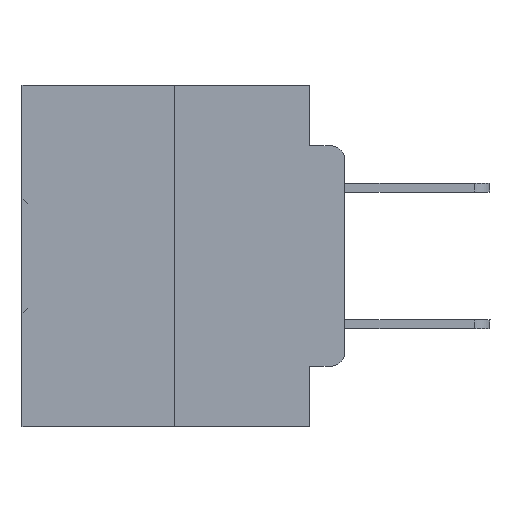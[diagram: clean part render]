
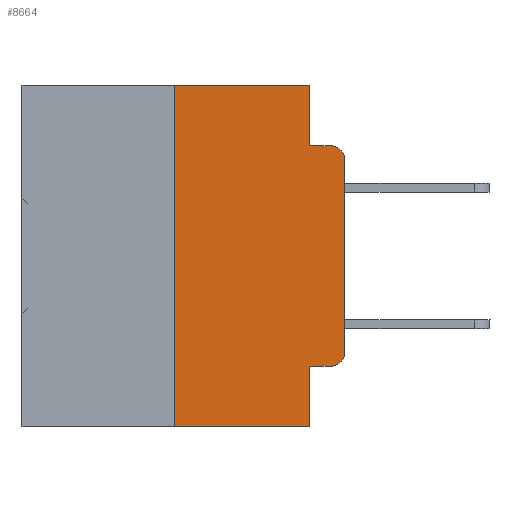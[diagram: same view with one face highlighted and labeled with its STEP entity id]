
A CAD part, left-side view. The second image highlights one B-rep face of the part: STEP entity #8664.
In plain terms, the highlighted planar face has unit normal (-1, 0, 0).
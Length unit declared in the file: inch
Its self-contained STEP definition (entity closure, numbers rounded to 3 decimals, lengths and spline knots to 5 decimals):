
#283 = CARTESIAN_POINT ( 'NONE',  ( 0., 0.473, 0. ) ) ;
#349 = CARTESIAN_POINT ( 'NONE',  ( 0., 0.02, -0.0885 ) ) ;
#599 = DIRECTION ( 'NONE',  ( -1., 0., 0. ) ) ;
#885 = CARTESIAN_POINT ( 'NONE',  ( 0., 0.473, -0.5 ) ) ;
#948 = DIRECTION ( 'NONE',  ( -1., 0., 0. ) ) ;
#1241 = DIRECTION ( 'NONE',  ( 0., -1., 0. ) ) ;
#1564 = VECTOR ( 'NONE', #22243, 39.37008 ) ;
#2511 = DIRECTION ( 'NONE',  ( 0., 0., -1. ) ) ;
#2963 = VERTEX_POINT ( 'NONE', #11694 ) ;
#4628 = DIRECTION ( 'NONE',  ( 0., 0., 1. ) ) ;
#4881 = ORIENTED_EDGE ( 'NONE', *, *, #6315, .T. ) ;
#5312 = CIRCLE ( 'NONE', #10088, 0.02 ) ;
#5870 = CARTESIAN_POINT ( 'NONE',  ( 0., 0.02, -0.3915 ) ) ;
#6295 = CARTESIAN_POINT ( 'NONE',  ( 0., 0.051, 0. ) ) ;
#6315 = EDGE_CURVE ( 'NONE', #32396, #30420, #27408, .T. ) ;
#6781 = DIRECTION ( 'NONE',  ( 0., -1., 0. ) ) ;
#7006 = VERTEX_POINT ( 'NONE', #12832 ) ;
#7011 = CARTESIAN_POINT ( 'NONE',  ( 0., 0.051, -0.0885 ) ) ;
#7033 = LINE ( 'NONE', #24253, #21087 ) ;
#7115 = VECTOR ( 'NONE', #34361, 39.37008 ) ;
#7195 = ORIENTED_EDGE ( 'NONE', *, *, #19257, .F. ) ;
#8512 = VERTEX_POINT ( 'NONE', #34171 ) ;
#8664 = ADVANCED_FACE ( 'NONE', ( #28067 ), #27004, .F. ) ;
#9330 = ORIENTED_EDGE ( 'NONE', *, *, #10627, .T. ) ;
#9494 = LINE ( 'NONE', #15506, #17633 ) ;
#9529 = EDGE_CURVE ( 'NONE', #2963, #8512, #16942, .T. ) ;
#9954 = EDGE_CURVE ( 'NONE', #8512, #21144, #22001, .T. ) ;
#10088 = AXIS2_PLACEMENT_3D ( 'NONE', #11486, #948, #14729 ) ;
#10191 = DIRECTION ( 'NONE',  ( 0., 0., 1. ) ) ;
#10518 = VECTOR ( 'NONE', #31278, 39.37008 ) ;
#10627 = EDGE_CURVE ( 'NONE', #29278, #28000, #5312, .T. ) ;
#11486 = CARTESIAN_POINT ( 'NONE',  ( 0., 0.02, -0.1085 ) ) ;
#11560 = VECTOR ( 'NONE', #6781, 39.37008 ) ;
#11694 = CARTESIAN_POINT ( 'NONE',  ( 0., 0.051, -0.4115 ) ) ;
#12135 = CARTESIAN_POINT ( 'NONE',  ( 0., 0.051, 0. ) ) ;
#12349 = EDGE_CURVE ( 'NONE', #29499, #7006, #14077, .T. ) ;
#12526 = CARTESIAN_POINT ( 'NONE',  ( 0., 0.25, -0.5 ) ) ;
#12765 = VECTOR ( 'NONE', #1241, 39.37008 ) ;
#12832 = CARTESIAN_POINT ( 'NONE',  ( 0., 0.051, -0.0885 ) ) ;
#13631 = LINE ( 'NONE', #7011, #12765 ) ;
#14077 = LINE ( 'NONE', #6295, #34177 ) ;
#14145 = DIRECTION ( 'NONE',  ( 0., 0., -1. ) ) ;
#14729 = DIRECTION ( 'NONE',  ( 0., 0., -1. ) ) ;
#14769 = EDGE_CURVE ( 'NONE', #2963, #30420, #24989, .T. ) ;
#14799 = CARTESIAN_POINT ( 'NONE',  ( 0., 0., -0.1085 ) ) ;
#15506 = CARTESIAN_POINT ( 'NONE',  ( 0., 0.25, 0. ) ) ;
#16890 = ORIENTED_EDGE ( 'NONE', *, *, #12349, .F. ) ;
#16942 = LINE ( 'NONE', #25789, #7115 ) ;
#17633 = VECTOR ( 'NONE', #4628, 39.37008 ) ;
#18022 = CARTESIAN_POINT ( 'NONE',  ( 0., 0.051, 0. ) ) ;
#19163 = ORIENTED_EDGE ( 'NONE', *, *, #14769, .F. ) ;
#19257 = EDGE_CURVE ( 'NONE', #33472, #29499, #22057, .T. ) ;
#19724 = ORIENTED_EDGE ( 'NONE', *, *, #35207, .F. ) ;
#20308 = ORIENTED_EDGE ( 'NONE', *, *, #9954, .T. ) ;
#21087 = VECTOR ( 'NONE', #10191, 39.37008 ) ;
#21144 = VERTEX_POINT ( 'NONE', #25790 ) ;
#21998 = ORIENTED_EDGE ( 'NONE', *, *, #9529, .T. ) ;
#22001 = CIRCLE ( 'NONE', #23074, 0.02 ) ;
#22057 = LINE ( 'NONE', #283, #1564 ) ;
#22243 = DIRECTION ( 'NONE',  ( 0., -1., 0. ) ) ;
#23074 = AXIS2_PLACEMENT_3D ( 'NONE', #5870, #599, #14145 ) ;
#23447 = ORIENTED_EDGE ( 'NONE', *, *, #31593, .F. ) ;
#24231 = DIRECTION ( 'NONE',  ( 1., 0., 0. ) ) ;
#24253 = CARTESIAN_POINT ( 'NONE',  ( 0., 0., 0. ) ) ;
#24469 = CARTESIAN_POINT ( 'NONE',  ( 0., 0.473, 0. ) ) ;
#24989 = LINE ( 'NONE', #12135, #10518 ) ;
#25371 = DIRECTION ( 'NONE',  ( 0., 0., -1. ) ) ;
#25789 = CARTESIAN_POINT ( 'NONE',  ( 0., 0.051, -0.4115 ) ) ;
#25790 = CARTESIAN_POINT ( 'NONE',  ( 0., 0., -0.3915 ) ) ;
#27004 = PLANE ( 'NONE',  #32960 ) ;
#27277 = CARTESIAN_POINT ( 'NONE',  ( 0., 0.051, -0.5 ) ) ;
#27408 = LINE ( 'NONE', #885, #11560 ) ;
#28000 = VERTEX_POINT ( 'NONE', #349 ) ;
#28067 = FACE_OUTER_BOUND ( 'NONE', #30058, .T. ) ;
#29278 = VERTEX_POINT ( 'NONE', #14799 ) ;
#29499 = VERTEX_POINT ( 'NONE', #18022 ) ;
#30058 = EDGE_LOOP ( 'NONE', ( #33301, #9330, #23447, #16890, #7195, #19724, #4881, #19163, #21998, #20308 ) ) ;
#30420 = VERTEX_POINT ( 'NONE', #27277 ) ;
#31278 = DIRECTION ( 'NONE',  ( 0., 0., -1. ) ) ;
#31593 = EDGE_CURVE ( 'NONE', #7006, #28000, #13631, .T. ) ;
#32396 = VERTEX_POINT ( 'NONE', #12526 ) ;
#32960 = AXIS2_PLACEMENT_3D ( 'NONE', #24469, #24231, #2511 ) ;
#33301 = ORIENTED_EDGE ( 'NONE', *, *, #34347, .T. ) ;
#33472 = VERTEX_POINT ( 'NONE', #33546 ) ;
#33546 = CARTESIAN_POINT ( 'NONE',  ( 0., 0.25, 0. ) ) ;
#34171 = CARTESIAN_POINT ( 'NONE',  ( 0., 0.02, -0.4115 ) ) ;
#34177 = VECTOR ( 'NONE', #25371, 39.37008 ) ;
#34347 = EDGE_CURVE ( 'NONE', #21144, #29278, #7033, .T. ) ;
#34361 = DIRECTION ( 'NONE',  ( 0., -1., 0. ) ) ;
#35207 = EDGE_CURVE ( 'NONE', #32396, #33472, #9494, .T. ) ;
